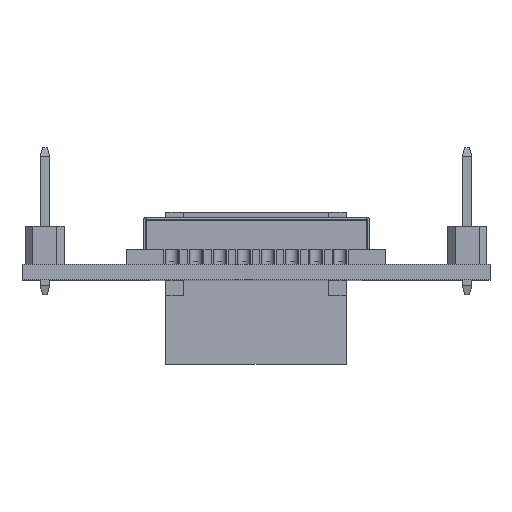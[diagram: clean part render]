
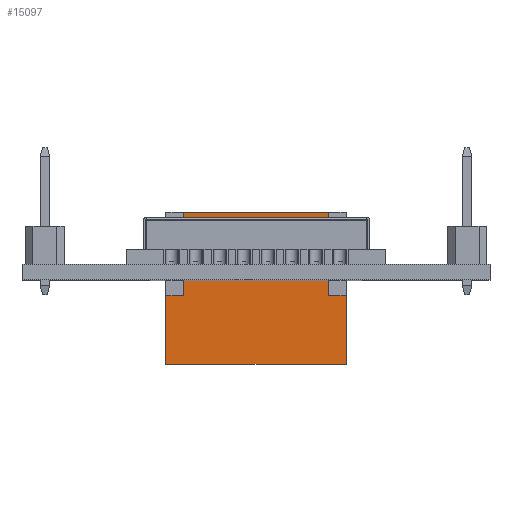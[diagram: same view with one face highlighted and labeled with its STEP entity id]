
A CAD part, top view. The second image highlights one B-rep face of the part: STEP entity #15097.
In plain terms, the highlighted planar face has unit normal (0, 0, 1).
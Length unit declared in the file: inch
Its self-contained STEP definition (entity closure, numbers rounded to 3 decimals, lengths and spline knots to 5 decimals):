
#677 = LINE ( 'NONE', #9003, #34018 ) ;
#960 = VERTEX_POINT ( 'NONE', #24281 ) ;
#1227 = CARTESIAN_POINT ( 'NONE',  ( 0.185, -0.061, -0.6955 ) ) ;
#1384 = VERTEX_POINT ( 'NONE', #35403 ) ;
#1606 = CARTESIAN_POINT ( 'NONE',  ( 0.185, 0., -0.6955 ) ) ;
#2468 = VERTEX_POINT ( 'NONE', #30219 ) ;
#2852 = CARTESIAN_POINT ( 'NONE',  ( -0.185, 0.109, -0.6955 ) ) ;
#3127 = DIRECTION ( 'NONE',  ( 0., -1., 0. ) ) ;
#3193 = CARTESIAN_POINT ( 'NONE',  ( 0.185, -0.031, -0.6955 ) ) ;
#3265 = DIRECTION ( 'NONE',  ( 0., 0., -1. ) ) ;
#3688 = DIRECTION ( 'NONE',  ( 0., -1., 0. ) ) ;
#3799 = LINE ( 'NONE', #23304, #10397 ) ;
#3896 = DIRECTION ( 'NONE',  ( -1., 0., 0. ) ) ;
#3934 = DIRECTION ( 'NONE',  ( -1., 0., 0. ) ) ;
#3968 = VECTOR ( 'NONE', #3896, 39.37008 ) ;
#4926 = VERTEX_POINT ( 'NONE', #29366 ) ;
#5885 = LINE ( 'NONE', #29851, #39757 ) ;
#5914 = VERTEX_POINT ( 'NONE', #20193 ) ;
#6211 = VECTOR ( 'NONE', #25992, 39.37008 ) ;
#6242 = ORIENTED_EDGE ( 'NONE', *, *, #6608, .F. ) ;
#6608 = EDGE_CURVE ( 'NONE', #1384, #5914, #26216, .T. ) ;
#6678 = VERTEX_POINT ( 'NONE', #20565 ) ;
#7066 = VECTOR ( 'NONE', #8970, 39.37008 ) ;
#7100 = CARTESIAN_POINT ( 'NONE',  ( -0.185, 0.109, -0.6955 ) ) ;
#7652 = LINE ( 'NONE', #7100, #16216 ) ;
#7740 = ORIENTED_EDGE ( 'NONE', *, *, #14897, .T. ) ;
#7816 = LINE ( 'NONE', #12056, #41133 ) ;
#8970 = DIRECTION ( 'NONE',  ( 0., 1., 0. ) ) ;
#9003 = CARTESIAN_POINT ( 'NONE',  ( 0.14897, -0.061, -0.6955 ) ) ;
#9061 = EDGE_CURVE ( 'NONE', #25494, #38903, #677, .T. ) ;
#9621 = EDGE_CURVE ( 'NONE', #6678, #29692, #38504, .T. ) ;
#10397 = VECTOR ( 'NONE', #3934, 39.37008 ) ;
#10765 = VERTEX_POINT ( 'NONE', #3193 ) ;
#10878 = VECTOR ( 'NONE', #15917, 39.37008 ) ;
#11101 = EDGE_CURVE ( 'NONE', #31590, #960, #19739, .T. ) ;
#11154 = DIRECTION ( 'NONE',  ( 0., 1., 0. ) ) ;
#11281 = CARTESIAN_POINT ( 'NONE',  ( -0.185, -0.061, -0.6955 ) ) ;
#11546 = CARTESIAN_POINT ( 'NONE',  ( -0.14897, 0., -0.6955 ) ) ;
#12056 = CARTESIAN_POINT ( 'NONE',  ( 0.185, 0.109, -0.6955 ) ) ;
#12136 = VERTEX_POINT ( 'NONE', #1227 ) ;
#12599 = PLANE ( 'NONE',  #15411 ) ;
#13413 = VECTOR ( 'NONE', #41580, 39.37008 ) ;
#13523 = FACE_OUTER_BOUND ( 'NONE', #41815, .T. ) ;
#13714 = DIRECTION ( 'NONE',  ( 1., 0., 0. ) ) ;
#14220 = DIRECTION ( 'NONE',  ( 0., 1., 0. ) ) ;
#14414 = VERTEX_POINT ( 'NONE', #11281 ) ;
#14832 = ORIENTED_EDGE ( 'NONE', *, *, #11101, .T. ) ;
#14897 = EDGE_CURVE ( 'NONE', #20339, #31590, #36318, .T. ) ;
#14945 = VECTOR ( 'NONE', #27201, 39.37008 ) ;
#15026 = CARTESIAN_POINT ( 'NONE',  ( 0.14897, -0.19398, -0.6955 ) ) ;
#15097 = ADVANCED_FACE ( 'NONE', ( #13523 ), #12599, .F. ) ;
#15411 = AXIS2_PLACEMENT_3D ( 'NONE', #38870, #3265, #28868 ) ;
#15917 = DIRECTION ( 'NONE',  ( 0., -1., 0. ) ) ;
#16190 = EDGE_CURVE ( 'NONE', #20339, #10765, #40685, .T. ) ;
#16216 = VECTOR ( 'NONE', #3688, 39.37008 ) ;
#17245 = CARTESIAN_POINT ( 'NONE',  ( 0.14897, -0.031, -0.6955 ) ) ;
#17971 = CARTESIAN_POINT ( 'NONE',  ( 0.14897, -0.031, -0.6955 ) ) ;
#18027 = ORIENTED_EDGE ( 'NONE', *, *, #26900, .T. ) ;
#18083 = ORIENTED_EDGE ( 'NONE', *, *, #23424, .F. ) ;
#18299 = DIRECTION ( 'NONE',  ( 0., -1., 0. ) ) ;
#19346 = LINE ( 'NONE', #26134, #6211 ) ;
#19739 = LINE ( 'NONE', #15026, #7066 ) ;
#19778 = EDGE_CURVE ( 'NONE', #21641, #6678, #3799, .T. ) ;
#20193 = CARTESIAN_POINT ( 'NONE',  ( -0.185, -0.203, -0.6955 ) ) ;
#20339 = VERTEX_POINT ( 'NONE', #29472 ) ;
#20565 = CARTESIAN_POINT ( 'NONE',  ( -0.185, 0., -0.6955 ) ) ;
#20710 = CARTESIAN_POINT ( 'NONE',  ( 0.185, 0.109, -0.6955 ) ) ;
#20763 = CARTESIAN_POINT ( 'NONE',  ( -0.14897, -0.061, -0.6955 ) ) ;
#21082 = DIRECTION ( 'NONE',  ( 1., 0., 0. ) ) ;
#21146 = ORIENTED_EDGE ( 'NONE', *, *, #22609, .T. ) ;
#21641 = VERTEX_POINT ( 'NONE', #11546 ) ;
#21747 = ORIENTED_EDGE ( 'NONE', *, *, #19778, .T. ) ;
#22019 = LINE ( 'NONE', #35387, #13413 ) ;
#22609 = EDGE_CURVE ( 'NONE', #14414, #5914, #7652, .T. ) ;
#23304 = CARTESIAN_POINT ( 'NONE',  ( -0.185, 0., -0.6955 ) ) ;
#23424 = EDGE_CURVE ( 'NONE', #21641, #2468, #30510, .T. ) ;
#23607 = CARTESIAN_POINT ( 'NONE',  ( 0.14897, 0., -0.6955 ) ) ;
#24281 = CARTESIAN_POINT ( 'NONE',  ( 0.14897, 0.109, -0.6955 ) ) ;
#25494 = VERTEX_POINT ( 'NONE', #35732 ) ;
#25738 = VECTOR ( 'NONE', #32565, 39.37008 ) ;
#25992 = DIRECTION ( 'NONE',  ( 1., 0., 0. ) ) ;
#26078 = LINE ( 'NONE', #20710, #14945 ) ;
#26134 = CARTESIAN_POINT ( 'NONE',  ( -0.185, -0.061, -0.6955 ) ) ;
#26216 = LINE ( 'NONE', #38922, #25738 ) ;
#26648 = ORIENTED_EDGE ( 'NONE', *, *, #27674, .F. ) ;
#26900 = EDGE_CURVE ( 'NONE', #960, #2468, #26078, .T. ) ;
#27098 = VECTOR ( 'NONE', #11154, 39.37008 ) ;
#27167 = ORIENTED_EDGE ( 'NONE', *, *, #38959, .F. ) ;
#27201 = DIRECTION ( 'NONE',  ( -1., 0., 0. ) ) ;
#27319 = ORIENTED_EDGE ( 'NONE', *, *, #41447, .F. ) ;
#27403 = EDGE_CURVE ( 'NONE', #29692, #36402, #5885, .T. ) ;
#27432 = ORIENTED_EDGE ( 'NONE', *, *, #36519, .T. ) ;
#27674 = EDGE_CURVE ( 'NONE', #25494, #12136, #22019, .T. ) ;
#27843 = ORIENTED_EDGE ( 'NONE', *, *, #16190, .F. ) ;
#28364 = VECTOR ( 'NONE', #21082, 39.37008 ) ;
#28868 = DIRECTION ( 'NONE',  ( -1., 0., 0. ) ) ;
#29366 = CARTESIAN_POINT ( 'NONE',  ( -0.14897, -0.061, -0.6955 ) ) ;
#29472 = CARTESIAN_POINT ( 'NONE',  ( 0.185, 0., -0.6955 ) ) ;
#29692 = VERTEX_POINT ( 'NONE', #35362 ) ;
#29851 = CARTESIAN_POINT ( 'NONE',  ( -0.185, -0.031, -0.6955 ) ) ;
#29865 = CARTESIAN_POINT ( 'NONE',  ( -0.14897, -0.031, -0.6955 ) ) ;
#29932 = CARTESIAN_POINT ( 'NONE',  ( -0.14897, -0.19398, -0.6955 ) ) ;
#30219 = CARTESIAN_POINT ( 'NONE',  ( -0.14897, 0.109, -0.6955 ) ) ;
#30510 = LINE ( 'NONE', #29932, #30976 ) ;
#30859 = ORIENTED_EDGE ( 'NONE', *, *, #27403, .T. ) ;
#30976 = VECTOR ( 'NONE', #14220, 39.37008 ) ;
#31531 = ORIENTED_EDGE ( 'NONE', *, *, #9621, .T. ) ;
#31590 = VERTEX_POINT ( 'NONE', #23607 ) ;
#32565 = DIRECTION ( 'NONE',  ( -1., 0., 0. ) ) ;
#32898 = LINE ( 'NONE', #17971, #28364 ) ;
#34018 = VECTOR ( 'NONE', #34817, 39.37008 ) ;
#34398 = EDGE_CURVE ( 'NONE', #12136, #1384, #7816, .T. ) ;
#34591 = ORIENTED_EDGE ( 'NONE', *, *, #34398, .F. ) ;
#34817 = DIRECTION ( 'NONE',  ( 0., 1., 0. ) ) ;
#35260 = CARTESIAN_POINT ( 'NONE',  ( 0.185, 0.109, -0.6955 ) ) ;
#35362 = CARTESIAN_POINT ( 'NONE',  ( -0.185, -0.031, -0.6955 ) ) ;
#35387 = CARTESIAN_POINT ( 'NONE',  ( 0.14897, -0.061, -0.6955 ) ) ;
#35403 = CARTESIAN_POINT ( 'NONE',  ( 0.185, -0.203, -0.6955 ) ) ;
#35666 = LINE ( 'NONE', #20763, #27098 ) ;
#35732 = CARTESIAN_POINT ( 'NONE',  ( 0.14897, -0.061, -0.6955 ) ) ;
#36318 = LINE ( 'NONE', #1606, #3968 ) ;
#36402 = VERTEX_POINT ( 'NONE', #29865 ) ;
#36486 = VECTOR ( 'NONE', #3127, 39.37008 ) ;
#36519 = EDGE_CURVE ( 'NONE', #38903, #10765, #32898, .T. ) ;
#38504 = LINE ( 'NONE', #2852, #36486 ) ;
#38870 = CARTESIAN_POINT ( 'NONE',  ( 0.185, 0.109, -0.6955 ) ) ;
#38903 = VERTEX_POINT ( 'NONE', #17245 ) ;
#38922 = CARTESIAN_POINT ( 'NONE',  ( 0.185, -0.203, -0.6955 ) ) ;
#38959 = EDGE_CURVE ( 'NONE', #4926, #36402, #35666, .T. ) ;
#39757 = VECTOR ( 'NONE', #13714, 39.37008 ) ;
#40685 = LINE ( 'NONE', #35260, #10878 ) ;
#41133 = VECTOR ( 'NONE', #18299, 39.37008 ) ;
#41447 = EDGE_CURVE ( 'NONE', #14414, #4926, #19346, .T. ) ;
#41580 = DIRECTION ( 'NONE',  ( 1., 0., 0. ) ) ;
#41815 = EDGE_LOOP ( 'NONE', ( #34591, #26648, #41885, #27432, #27843, #7740, #14832, #18027, #18083, #21747, #31531, #30859, #27167, #27319, #21146, #6242 ) ) ;
#41885 = ORIENTED_EDGE ( 'NONE', *, *, #9061, .T. ) ;
